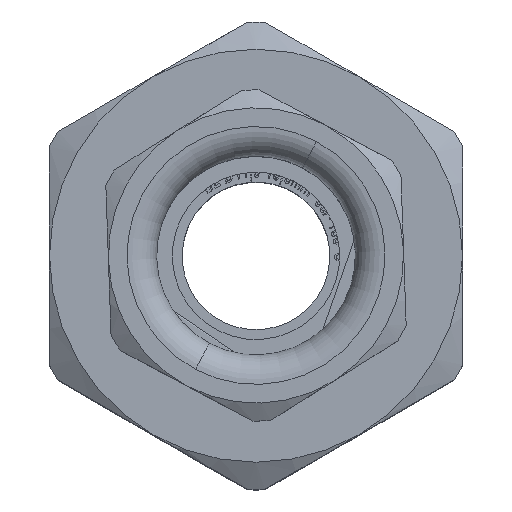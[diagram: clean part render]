
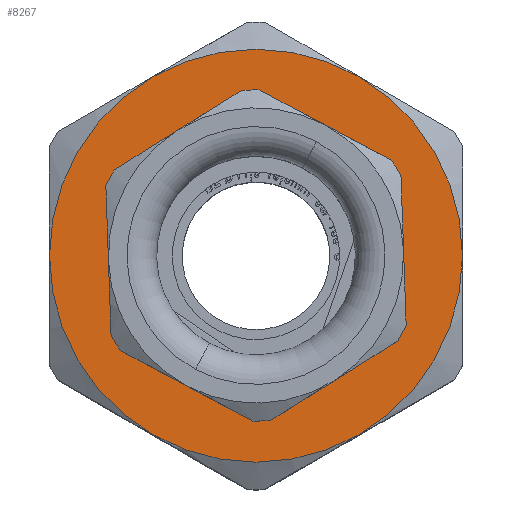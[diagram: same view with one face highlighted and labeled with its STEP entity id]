
A CAD part, top view. The second image highlights one B-rep face of the part: STEP entity #8267.
In plain terms, the highlighted planar face has unit normal (0, 0, 1).
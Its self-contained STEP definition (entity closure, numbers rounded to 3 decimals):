
#2930 = DIRECTION ( 'NONE',  ( 0., 0., -1. ) ) ;
#3141 = DIRECTION ( 'NONE',  ( 1., 0., 0. ) ) ;
#4695 = ORIENTED_EDGE ( 'NONE', *, *, #42919, .T. ) ;
#5583 = PLANE ( 'NONE',  #16058 ) ;
#6364 = CARTESIAN_POINT ( 'NONE',  ( -20.976, 0., 47. ) ) ;
#8267 = ADVANCED_FACE ( 'NONE', ( #10108, #47138 ), #5583, .T. ) ;
#8787 = DIRECTION ( 'NONE',  ( 0., 0., 1. ) ) ;
#8849 = EDGE_CURVE ( 'NONE', #49147, #40118, #46093, .T. ) ;
#9160 = CARTESIAN_POINT ( 'NONE',  ( 0., 0., 47. ) ) ;
#10108 = FACE_BOUND ( 'NONE', #13663, .T. ) ;
#10659 = AXIS2_PLACEMENT_3D ( 'NONE', #9160, #2930, #34787 ) ;
#11256 = CIRCLE ( 'NONE', #49098, 14.5 ) ;
#13162 = AXIS2_PLACEMENT_3D ( 'NONE', #40664, #8787, #59148 ) ;
#13663 = EDGE_LOOP ( 'NONE', ( #44434, #4695 ) ) ;
#16058 = AXIS2_PLACEMENT_3D ( 'NONE', #19797, #48023, #56799 ) ;
#16687 = CARTESIAN_POINT ( 'NONE',  ( 20.976, 0., 47. ) ) ;
#19797 = CARTESIAN_POINT ( 'NONE',  ( 0., 0., 47. ) ) ;
#22194 = VERTEX_POINT ( 'NONE', #27549 ) ;
#23501 = ORIENTED_EDGE ( 'NONE', *, *, #40280, .T. ) ;
#25161 = VERTEX_POINT ( 'NONE', #34896 ) ;
#25936 = DIRECTION ( 'NONE',  ( 0., 0., 1. ) ) ;
#26230 = CARTESIAN_POINT ( 'NONE',  ( 0., 0., 47. ) ) ;
#27549 = CARTESIAN_POINT ( 'NONE',  ( -14.5, 0., 47. ) ) ;
#33617 = EDGE_CURVE ( 'NONE', #25161, #22194, #55238, .T. ) ;
#34787 = DIRECTION ( 'NONE',  ( 1., 0., 0. ) ) ;
#34896 = CARTESIAN_POINT ( 'NONE',  ( 14.5, 0., 47. ) ) ;
#36984 = AXIS2_PLACEMENT_3D ( 'NONE', #26230, #25936, #57771 ) ;
#40118 = VERTEX_POINT ( 'NONE', #6364 ) ;
#40280 = EDGE_CURVE ( 'NONE', #40118, #49147, #46622, .T. ) ;
#40664 = CARTESIAN_POINT ( 'NONE',  ( 0., 0., 47. ) ) ;
#42919 = EDGE_CURVE ( 'NONE', #22194, #25161, #11256, .T. ) ;
#44434 = ORIENTED_EDGE ( 'NONE', *, *, #33617, .T. ) ;
#46093 = CIRCLE ( 'NONE', #13162, 20.976 ) ;
#46622 = CIRCLE ( 'NONE', #36984, 20.976 ) ;
#47138 = FACE_OUTER_BOUND ( 'NONE', #47765, .T. ) ;
#47765 = EDGE_LOOP ( 'NONE', ( #49634, #23501 ) ) ;
#48023 = DIRECTION ( 'NONE',  ( 0., 0., 1. ) ) ;
#49098 = AXIS2_PLACEMENT_3D ( 'NONE', #49831, #59220, #3141 ) ;
#49147 = VERTEX_POINT ( 'NONE', #16687 ) ;
#49634 = ORIENTED_EDGE ( 'NONE', *, *, #8849, .T. ) ;
#49831 = CARTESIAN_POINT ( 'NONE',  ( 0., 0., 47. ) ) ;
#55238 = CIRCLE ( 'NONE', #10659, 14.5 ) ;
#56799 = DIRECTION ( 'NONE',  ( 1., 0., 0. ) ) ;
#57771 = DIRECTION ( 'NONE',  ( 1., 0., 0. ) ) ;
#59148 = DIRECTION ( 'NONE',  ( 1., 0., 0. ) ) ;
#59220 = DIRECTION ( 'NONE',  ( 0., 0., -1. ) ) ;
